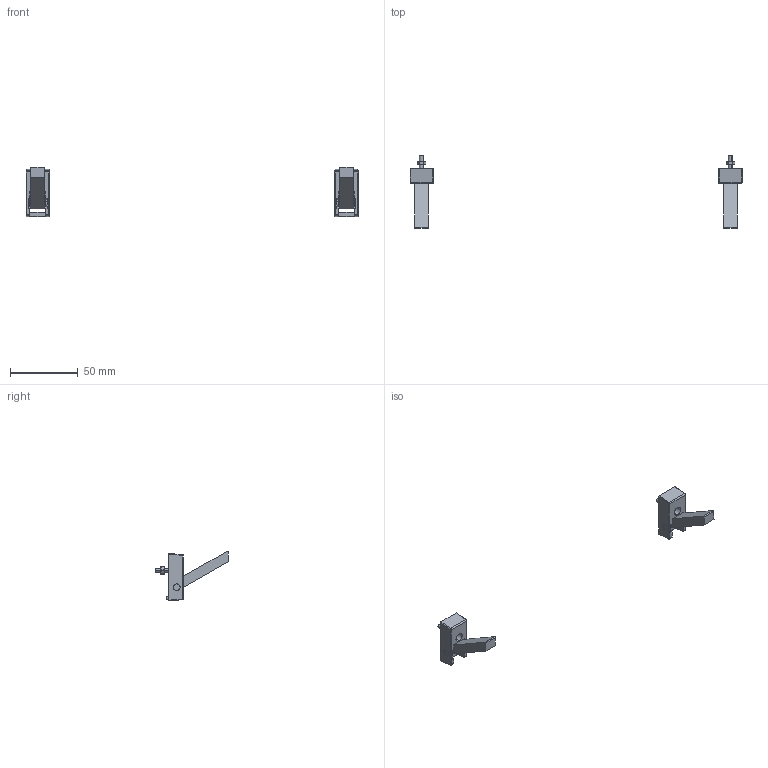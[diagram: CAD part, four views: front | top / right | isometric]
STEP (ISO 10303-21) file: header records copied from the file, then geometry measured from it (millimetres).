
FILE_DESCRIPTION (( 'STEP AP214' ), '1' );
FILE_NAME ('07700081.STEP', '2008-05-27T13:46:14', ( 'baramundi Management Suite Install User' ), ( 'ROSE Systemtechnik GmbH' ), 'SwSTEP 2.0', 'SolidWorks 2008', '' );
FILE_SCHEMA (( 'AUTOMOTIVE_DESIGN' ));
Length unit declared in the file: millimetre
Products named in the file (6): 94483-Anschlußteil_Standard; 94483_Standard; 93001_Standard; 93503_Standard; 94483-Fuss_Standard; 07700081
Assembly tree (8 placements, depth 3):
  07700081
    93001_Standard  x2
    93503_Standard  x2
    94483_Standard  x2
      94483-Fuss_Standard
      94483-Anschlußteil_Standard
Bounding box: 245 x 53.56 x 36.71 mm (x, y, z)
Volume: 15072.7 mm3; surface area: 9421 mm2
Topology: 8 solids, 8 shells, 236 faces, 624 edges, 404 vertices
Faces by surface type: plane 100, cylinder 88, torus 40, cone 8
Entity records: 4070 total; most frequent: CARTESIAN_POINT 892, DIRECTION 626, ORIENTED_EDGE 624, EDGE_CURVE 312, AXIS2_PLACEMENT_3D 232, VERTEX_POINT 202, LINE 162, VECTOR 162
